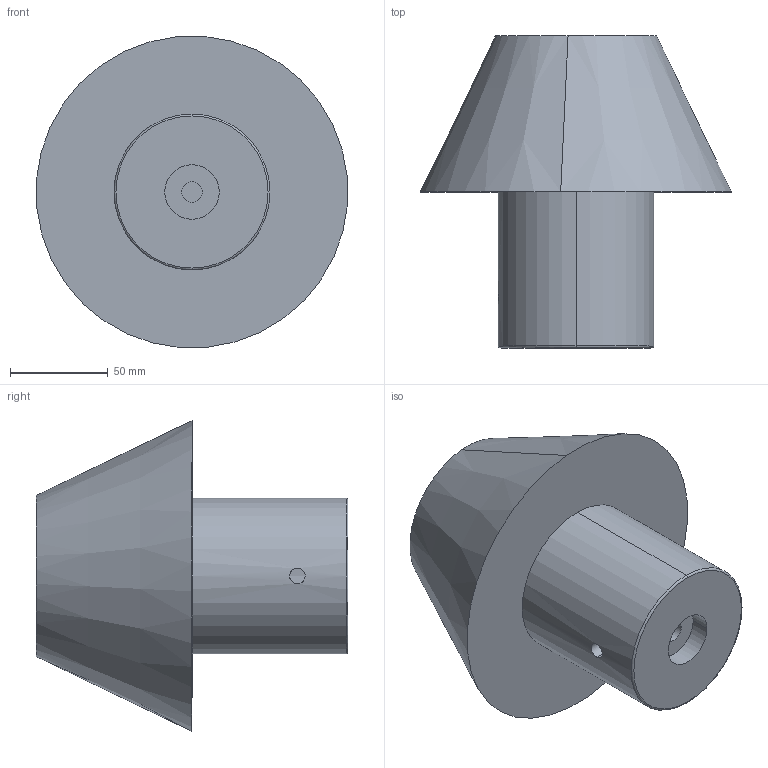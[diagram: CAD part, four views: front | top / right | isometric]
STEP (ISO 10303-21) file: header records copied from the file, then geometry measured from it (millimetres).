
FILE_DESCRIPTION (( 'STEP AP214' ), '1' );
FILE_NAME ('PETRA M PE.STEP', '2021-06-21T11:45:36', ( 'Josep Sancho' ), ( '' ), 'SwSTEP 2.0', 'SolidWorks 2013', '' );
FILE_SCHEMA (( 'AUTOMOTIVE_DESIGN' ));
Length unit declared in the file: millimetre
Products named in the file (3): 066601800000 - PANTALLA CONICA ALABASTRO TORNEADA DIAM.160X80MM; 052601100000 - CUERPO ALABASTRO TORNEADO DIAM.80X90MM PETRA PE; PETRA M PE
Assembly tree (2 placements, depth 2):
  PETRA M PE
    052601100000 - CUERPO ALABASTRO TORNEADO DIAM.80X90MM PETRA PE
    066601800000 - PANTALLA CONICA ALABASTRO TORNEADA DIAM.160X80MM
Bounding box: 159.53 x 160 x 159.53 mm (x, y, z)
Volume: 675021.1 mm3; surface area: 137218.9 mm2
Topology: 2 solids, 2 shells, 33 faces, 66 edges, 42 vertices
Faces by surface type: cylinder 14, plane 9, torus 6, cone 4
Entity records: 1118 total; most frequent: CARTESIAN_POINT 278, DIRECTION 182, ORIENTED_EDGE 132, AXIS2_PLACEMENT_3D 82, EDGE_CURVE 66, CIRCLE 44, EDGE_LOOP 42, VERTEX_POINT 42
